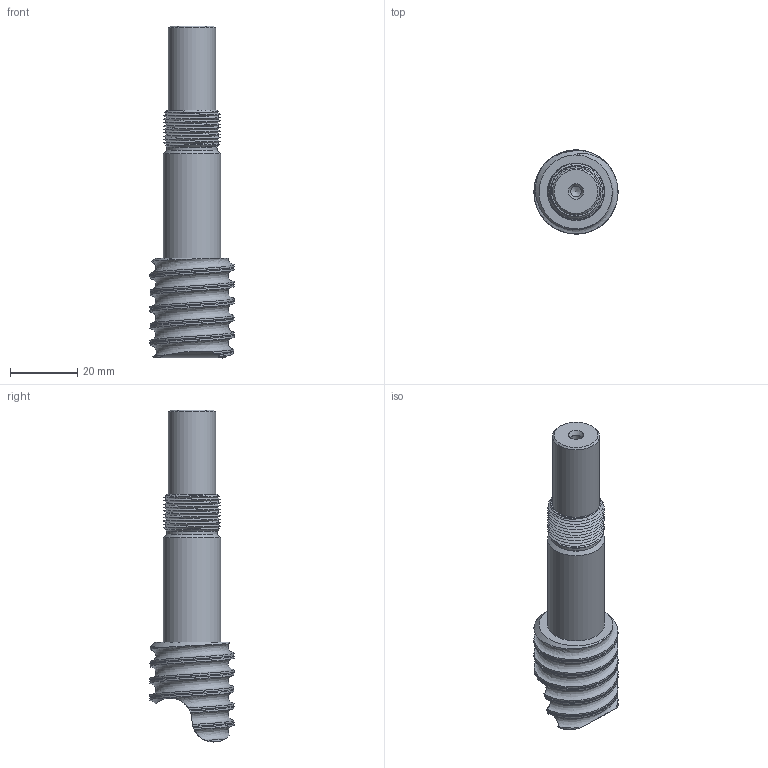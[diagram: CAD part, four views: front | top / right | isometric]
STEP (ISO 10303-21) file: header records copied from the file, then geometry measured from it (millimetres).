
FILE_DESCRIPTION(/* description */ ('Alibre Inc.'),/* implementation_level */ '2;1');
FILE_NAME(/* name */ 'export-0E690465-0DAC-4679-8609-8BC1D5689F84',/* time_stamp */ '2020-10-14T08:36:26+02:00',/* author */ (''),/* organization */ (''),/* preprocessor_version */ 'ST-DEVELOPER v17',/* originating_system */ 'Alibre',/* authorisation */ '');
FILE_SCHEMA (('AUTOMOTIVE_DESIGN'));
Length unit declared in the file: millimetre
Bounding box: 25 x 25 x 98.7 mm (x, y, z)
Volume: 23026.6 mm3; surface area: 7431.7 mm2
Topology: 1 solids, 1 shells, 42 faces, 105 edges, 68 vertices
Faces by surface type: bspline 15, cylinder 14, cone 9, plane 4
Full cylindrical faces by diameter (mm): 3.15 x1, 14 x1, 14.9 x1, 17 x1
Entity records: 14751 total; most frequent: CARTESIAN_POINT 14059, ORIENTED_EDGE 174, EDGE_CURVE 87, VERTEX_POINT 63, DIRECTION 61, B_SPLINE_CURVE_WITH_KNOTS 55, FACE_BOUND 54, EDGE_LOOP 53
